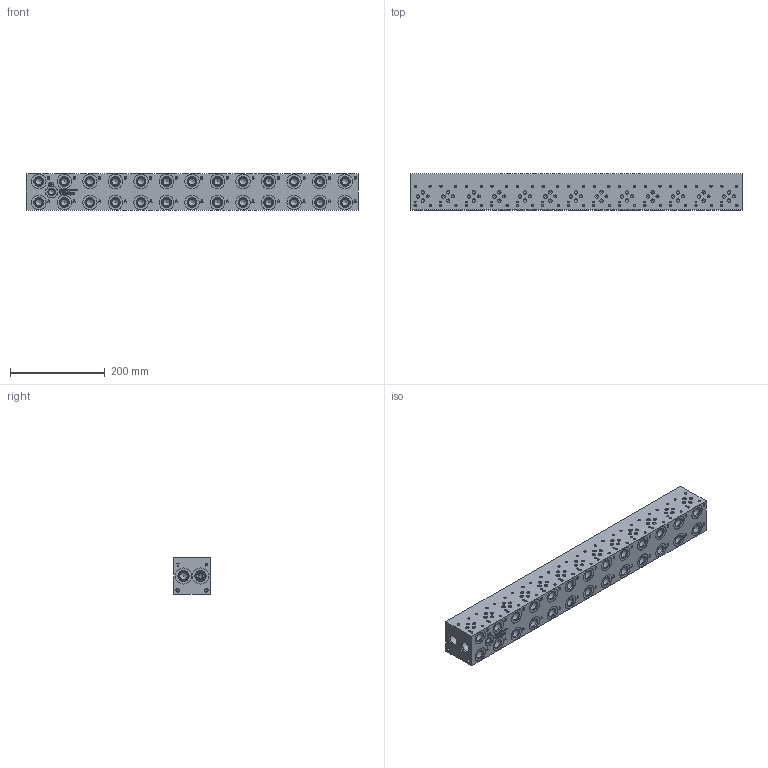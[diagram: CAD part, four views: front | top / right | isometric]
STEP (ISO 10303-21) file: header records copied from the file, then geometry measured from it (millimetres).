
FILE_DESCRIPTION(/* description */ (''),/* implementation_level */ '2;1');
FILE_NAME(/* name */ '_D03P132S.stp',/* time_stamp */ '2022-10-12T15:09:44-04:00',/* author */ ('bobbyh'),/* organization */ (''),/* preprocessor_version */ 'ST-DEVELOPER v18',/* originating_system */ 'Autodesk Inventor 2020',/* authorisation */ '');
FILE_SCHEMA (('AUTOMOTIVE_DESIGN { 1 0 10303 214 3 1 1 }'));
Length unit declared in the file: millimetre
Products named in the file (1): Part_AD03P132S_3D
Bounding box: 701.67 x 76.2 x 76.2 mm (x, y, z)
Volume: 3833549.1 mm3; surface area: 288226 mm2
Topology: 1 solids, 1 shells, 1633 faces, 4476 edges, 3061 vertices
Faces by surface type: plane 736, cylinder 335, bspline 314, cone 248
Full cylindrical faces by diameter (mm): 3.785 x52, 3.962 x13, 4.826 x52, 6.35 x13, 6.528 x4, 7.137 x39, 7.925 x4, 12.294 x1, 12.9 x1, 14.275 x1, 14.3 x26, 14.529 x1, 15.875 x4, 17.501 x26, 19.05 x26, 19.253 x26, 20.447 x4, 22.225 x3, 22.23 x1, 22.555 x4, 23.901 x3, 25.019 x1, 30.632 x26, 34.138 x4
Entity records: 54249 total; most frequent: CARTESIAN_POINT 13101, ORIENTED_EDGE 8648, DIRECTION 7581, EDGE_CURVE 4324, VERTEX_POINT 3061, AXIS2_PLACEMENT_3D 2565, LINE 2451, VECTOR 2451
